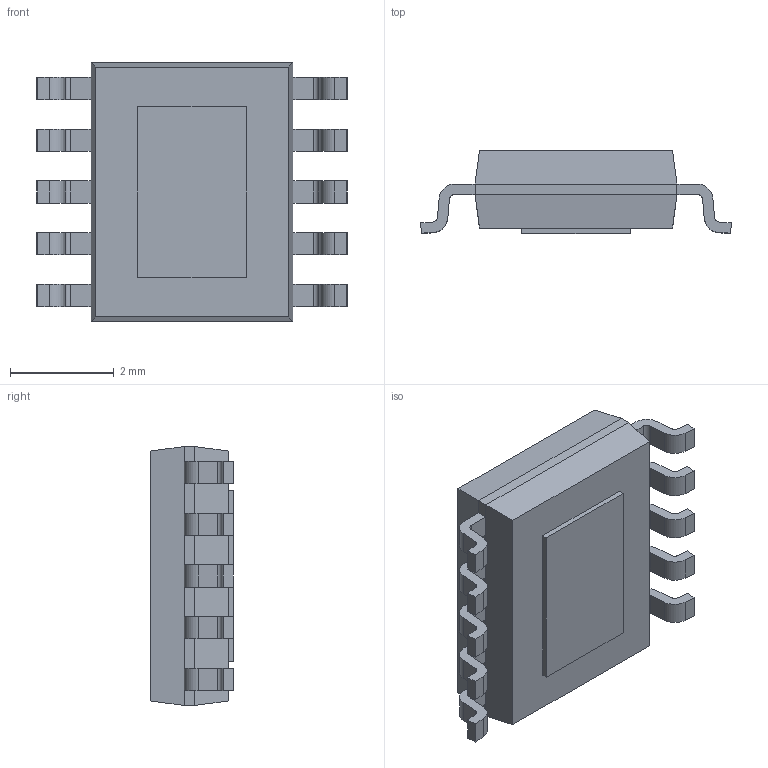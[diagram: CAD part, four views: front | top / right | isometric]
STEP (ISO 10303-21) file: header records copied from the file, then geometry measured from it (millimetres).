
FILE_DESCRIPTION (( 'STEP AP214' ), '1' );
FILE_NAME ('CH340K.STEP', '2025-02-12T23:25:17', ( '' ), ( '' ), 'SwSTEP 2.0', 'SolidWorks 2021', '' );
FILE_SCHEMA (( 'AUTOMOTIVE_DESIGN' ));
Length unit declared in the file: millimetre
Products named in the file (1): CH340K
Bounding box: 6 x 1.6 x 5 mm (x, y, z)
Volume: 30.3 mm3; surface area: 99.6 mm2
Topology: 13 solids, 13 shells, 167 faces, 412 edges, 272 vertices
Faces by surface type: plane 123, cylinder 44
Entity records: 5052 total; most frequent: CARTESIAN_POINT 852, DIRECTION 836, ORIENTED_EDGE 824, EDGE_CURVE 412, VECTOR 324, LINE 324, VERTEX_POINT 272, AXIS2_PLACEMENT_3D 256
